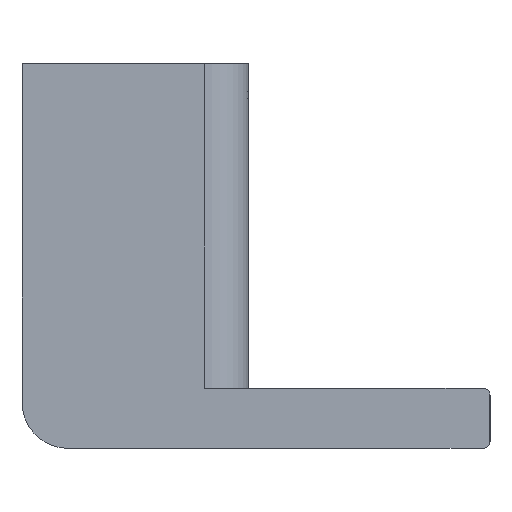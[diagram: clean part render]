
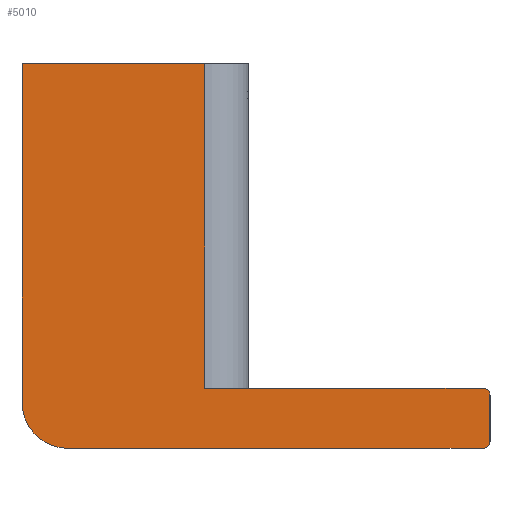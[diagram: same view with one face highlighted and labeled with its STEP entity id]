
A CAD part, left-side view. The second image highlights one B-rep face of the part: STEP entity #5010.
In plain terms, the highlighted planar face has unit normal (-1, 0, 0).
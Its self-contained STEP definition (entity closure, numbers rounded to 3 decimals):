
#540=PLANE('',#5204);
#801=FACE_OUTER_BOUND('',#1088,.T.);
#1088=EDGE_LOOP('',(#4628,#4629,#4630,#4631,#4632,#4633,#4634,#4635,#4636));
#1140=LINE('',#6147,#1566);
#1151=LINE('',#6175,#1577);
#1154=LINE('',#6183,#1580);
#1469=LINE('',#9572,#1895);
#1501=LINE('',#9666,#1927);
#1502=LINE('',#9671,#1928);
#1566=VECTOR('',#5315,10.);
#1577=VECTOR('',#5336,10.);
#1580=VECTOR('',#5345,10.);
#1895=VECTOR('',#5834,10.);
#1927=VECTOR('',#5940,10.);
#1928=VECTOR('',#5949,10.);
#1975=CIRCLE('',#5072,0.3);
#1976=CIRCLE('',#5075,0.3);
#1996=CIRCLE('',#5200,2.);
#2047=VERTEX_POINT('',#6145);
#2048=VERTEX_POINT('',#6146);
#2059=VERTEX_POINT('',#6172);
#2060=VERTEX_POINT('',#6174);
#2061=VERTEX_POINT('',#6178);
#2062=VERTEX_POINT('',#6182);
#2448=VERTEX_POINT('',#9569);
#2449=VERTEX_POINT('',#9571);
#2474=VERTEX_POINT('',#9665);
#2549=EDGE_CURVE('',#2047,#2048,#1140,.T.);
#2563=EDGE_CURVE('',#2060,#2059,#1151,.T.);
#2565=EDGE_CURVE('',#2060,#2061,#1975,.T.);
#2567=EDGE_CURVE('',#2062,#2061,#1154,.T.);
#2569=EDGE_CURVE('',#2047,#2059,#1976,.T.);
#3152=EDGE_CURVE('',#2449,#2448,#1469,.F.);
#3197=EDGE_CURVE('',#2449,#2474,#1501,.T.);
#3199=EDGE_CURVE('',#2062,#2448,#1996,.T.);
#3200=EDGE_CURVE('',#2474,#2048,#1502,.T.);
#4628=ORIENTED_EDGE('',*,*,#3199,.F.);
#4629=ORIENTED_EDGE('',*,*,#2567,.T.);
#4630=ORIENTED_EDGE('',*,*,#2565,.F.);
#4631=ORIENTED_EDGE('',*,*,#2563,.T.);
#4632=ORIENTED_EDGE('',*,*,#2569,.F.);
#4633=ORIENTED_EDGE('',*,*,#2549,.T.);
#4634=ORIENTED_EDGE('',*,*,#3200,.F.);
#4635=ORIENTED_EDGE('',*,*,#3197,.F.);
#4636=ORIENTED_EDGE('',*,*,#3152,.T.);
#5010=ADVANCED_FACE('',(#801),#540,.T.);
#5072=AXIS2_PLACEMENT_3D('',#6179,#5340,#5341);
#5075=AXIS2_PLACEMENT_3D('',#6186,#5349,#5350);
#5200=AXIS2_PLACEMENT_3D('',#9669,#5945,#5946);
#5204=AXIS2_PLACEMENT_3D('',#9674,#5954,#5955);
#5315=DIRECTION('',(0.,1.,0.));
#5336=DIRECTION('',(0.,0.,1.));
#5340=DIRECTION('center_axis',(1.,0.,0.));
#5341=DIRECTION('ref_axis',(0.,-0.707,-0.707));
#5345=DIRECTION('',(0.,-1.,0.));
#5349=DIRECTION('center_axis',(1.,0.,0.));
#5350=DIRECTION('ref_axis',(0.,-0.707,0.707));
#5834=DIRECTION('',(0.,0.,1.));
#5940=DIRECTION('',(0.,-1.,0.));
#5945=DIRECTION('center_axis',(1.,0.,0.));
#5946=DIRECTION('ref_axis',(0.,0.707,-0.707));
#5949=DIRECTION('',(0.,0.,-1.));
#5954=DIRECTION('center_axis',(-1.,0.,0.));
#5955=DIRECTION('ref_axis',(0.,0.,-1.));
#6145=CARTESIAN_POINT('',(-53.4,61.075,22.725));
#6146=CARTESIAN_POINT('',(-53.4,73.125,22.725));
#6147=CARTESIAN_POINT('',(-53.4,73.6,22.725));
#6172=CARTESIAN_POINT('',(-53.4,60.775,22.425));
#6174=CARTESIAN_POINT('',(-53.4,60.775,20.425));
#6175=CARTESIAN_POINT('',(-53.4,60.775,25.587));
#6178=CARTESIAN_POINT('',(-53.4,61.075,20.125));
#6179=CARTESIAN_POINT('Origin',(-53.4,61.075,20.425));
#6182=CARTESIAN_POINT('',(-53.4,79.025,20.125));
#6183=CARTESIAN_POINT('',(-53.4,71.125,20.125));
#6186=CARTESIAN_POINT('Origin',(-53.4,61.075,22.425));
#9569=CARTESIAN_POINT('',(-53.4,81.025,22.125));
#9571=CARTESIAN_POINT('',(-53.4,81.025,36.775));
#9572=CARTESIAN_POINT('',(-53.4,81.025,36.775));
#9665=CARTESIAN_POINT('',(-53.4,73.125,36.775));
#9666=CARTESIAN_POINT('',(-53.4,74.625,36.775));
#9669=CARTESIAN_POINT('Origin',(-53.4,79.025,22.125));
#9671=CARTESIAN_POINT('',(-53.4,73.125,36.775));
#9674=CARTESIAN_POINT('Origin',(-53.4,71.125,22.725));
